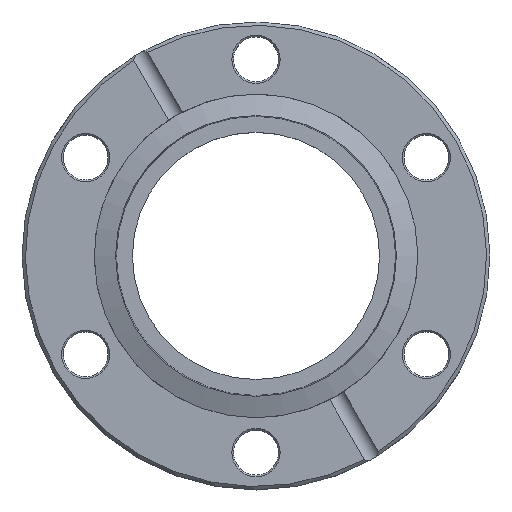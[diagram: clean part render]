
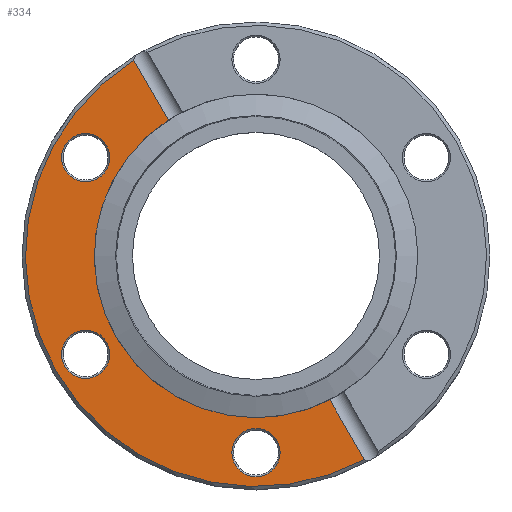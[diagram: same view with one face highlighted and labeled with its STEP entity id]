
A CAD part, top view. The second image highlights one B-rep face of the part: STEP entity #334.
In plain terms, the highlighted planar face has unit normal (0, 0, 1).
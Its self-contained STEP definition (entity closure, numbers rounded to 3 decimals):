
#50 = AXIS2_PLACEMENT_3D ( 'NONE', #940, #697, #117 ) ;
#53 = CARTESIAN_POINT ( 'NONE',  ( 0., -25.762, 6.35 ) ) ;
#59 = AXIS2_PLACEMENT_3D ( 'NONE', #960, #887, #254 ) ;
#74 = AXIS2_PLACEMENT_3D ( 'NONE', #889, #505, #596 ) ;
#90 = EDGE_CURVE ( 'NONE', #511, #963, #775, .T. ) ;
#109 = EDGE_LOOP ( 'NONE', ( #483 ) ) ;
#117 = DIRECTION ( 'NONE',  ( 0., 1., 0. ) ) ;
#129 = EDGE_CURVE ( 'NONE', #636, #636, #332, .T. ) ;
#130 = CARTESIAN_POINT ( 'NONE',  ( 22.815, -41.917, 6.35 ) ) ;
#134 = CARTESIAN_POINT ( 'NONE',  ( 0., 0., 6.35 ) ) ;
#151 = LINE ( 'NONE', #950, #863 ) ;
#168 = EDGE_LOOP ( 'NONE', ( #812, #480, #933, #500 ) ) ;
#172 = AXIS2_PLACEMENT_3D ( 'NONE', #804, #558, #892 ) ;
#199 = CARTESIAN_POINT ( 'NONE',  ( 11.023, -21.493, 6.35 ) ) ;
#203 = CARTESIAN_POINT ( 'NONE',  ( -25.429, -11.081, 6.35 ) ) ;
#254 = DIRECTION ( 'NONE',  ( 0., -1., 0. ) ) ;
#275 = CARTESIAN_POINT ( 'NONE',  ( 0., -29.362, 6.35 ) ) ;
#284 = FACE_BOUND ( 'NONE', #109, .T. ) ;
#312 = CARTESIAN_POINT ( 'NONE',  ( -18.241, 29.195, 6.35 ) ) ;
#322 = CIRCLE ( 'NONE', #50, 3.6 ) ;
#332 = CIRCLE ( 'NONE', #172, 3.6 ) ;
#334 = ADVANCED_FACE ( 'NONE', ( #810, #736, #284, #662 ), #745, .F. ) ;
#346 = DIRECTION ( 'NONE',  ( 0.5, -0.866, 0. ) ) ;
#369 = EDGE_CURVE ( 'NONE', #511, #914, #441, .T. ) ;
#382 = EDGE_CURVE ( 'NONE', #936, #936, #729, .T. ) ;
#392 = CARTESIAN_POINT ( 'NONE',  ( 16.163, -30.395, 6.35 ) ) ;
#415 = VERTEX_POINT ( 'NONE', #784 ) ;
#429 = DIRECTION ( 'NONE',  ( 0., -1., 0. ) ) ;
#441 = LINE ( 'NONE', #130, #631 ) ;
#447 = DIRECTION ( 'NONE',  ( 0., 0., 1. ) ) ;
#480 = ORIENTED_EDGE ( 'NONE', *, *, #90, .T. ) ;
#483 = ORIENTED_EDGE ( 'NONE', *, *, #382, .T. ) ;
#500 = ORIENTED_EDGE ( 'NONE', *, *, #738, .F. ) ;
#505 = DIRECTION ( 'NONE',  ( 0., 0., -1. ) ) ;
#511 = VERTEX_POINT ( 'NONE', #312 ) ;
#515 = DIRECTION ( 'NONE',  ( 0., 1., 0. ) ) ;
#518 = CIRCLE ( 'NONE', #751, 24.155 ) ;
#525 = ORIENTED_EDGE ( 'NONE', *, *, #580, .T. ) ;
#539 = ORIENTED_EDGE ( 'NONE', *, *, #129, .T. ) ;
#558 = DIRECTION ( 'NONE',  ( 0., 0., -1. ) ) ;
#580 = EDGE_CURVE ( 'NONE', #415, #415, #322, .T. ) ;
#588 = DIRECTION ( 'NONE',  ( 0., 0., -1. ) ) ;
#596 = DIRECTION ( 'NONE',  ( 0., 1., 0. ) ) ;
#631 = VECTOR ( 'NONE', #807, 1000. ) ;
#636 = VERTEX_POINT ( 'NONE', #203 ) ;
#645 = EDGE_LOOP ( 'NONE', ( #525 ) ) ;
#662 = FACE_OUTER_BOUND ( 'NONE', #168, .T. ) ;
#697 = DIRECTION ( 'NONE',  ( 0., 0., -1. ) ) ;
#729 = CIRCLE ( 'NONE', #744, 3.6 ) ;
#736 = FACE_BOUND ( 'NONE', #783, .T. ) ;
#738 = EDGE_CURVE ( 'NONE', #914, #754, #518, .T. ) ;
#744 = AXIS2_PLACEMENT_3D ( 'NONE', #275, #588, #515 ) ;
#745 = PLANE ( 'NONE',  #74 ) ;
#751 = AXIS2_PLACEMENT_3D ( 'NONE', #134, #447, #429 ) ;
#754 = VERTEX_POINT ( 'NONE', #199 ) ;
#766 = EDGE_CURVE ( 'NONE', #754, #963, #151, .T. ) ;
#775 = CIRCLE ( 'NONE', #59, 34.425 ) ;
#783 = EDGE_LOOP ( 'NONE', ( #539 ) ) ;
#784 = CARTESIAN_POINT ( 'NONE',  ( -25.429, 18.281, 6.35 ) ) ;
#804 = CARTESIAN_POINT ( 'NONE',  ( -25.429, -14.681, 6.35 ) ) ;
#807 = DIRECTION ( 'NONE',  ( 0.5, -0.866, 0. ) ) ;
#810 = FACE_BOUND ( 'NONE', #645, .T. ) ;
#812 = ORIENTED_EDGE ( 'NONE', *, *, #369, .F. ) ;
#863 = VECTOR ( 'NONE', #346, 1000. ) ;
#887 = DIRECTION ( 'NONE',  ( 0., 0., 1. ) ) ;
#889 = CARTESIAN_POINT ( 'NONE',  ( 0., 34.425, 6.35 ) ) ;
#892 = DIRECTION ( 'NONE',  ( 0., 1., 0. ) ) ;
#914 = VERTEX_POINT ( 'NONE', #923 ) ;
#923 = CARTESIAN_POINT ( 'NONE',  ( -13.102, 20.293, 6.35 ) ) ;
#933 = ORIENTED_EDGE ( 'NONE', *, *, #766, .F. ) ;
#936 = VERTEX_POINT ( 'NONE', #53 ) ;
#940 = CARTESIAN_POINT ( 'NONE',  ( -25.429, 14.681, 6.35 ) ) ;
#950 = CARTESIAN_POINT ( 'NONE',  ( 22.815, -41.917, 6.35 ) ) ;
#960 = CARTESIAN_POINT ( 'NONE',  ( 0., 0., 6.35 ) ) ;
#963 = VERTEX_POINT ( 'NONE', #392 ) ;
